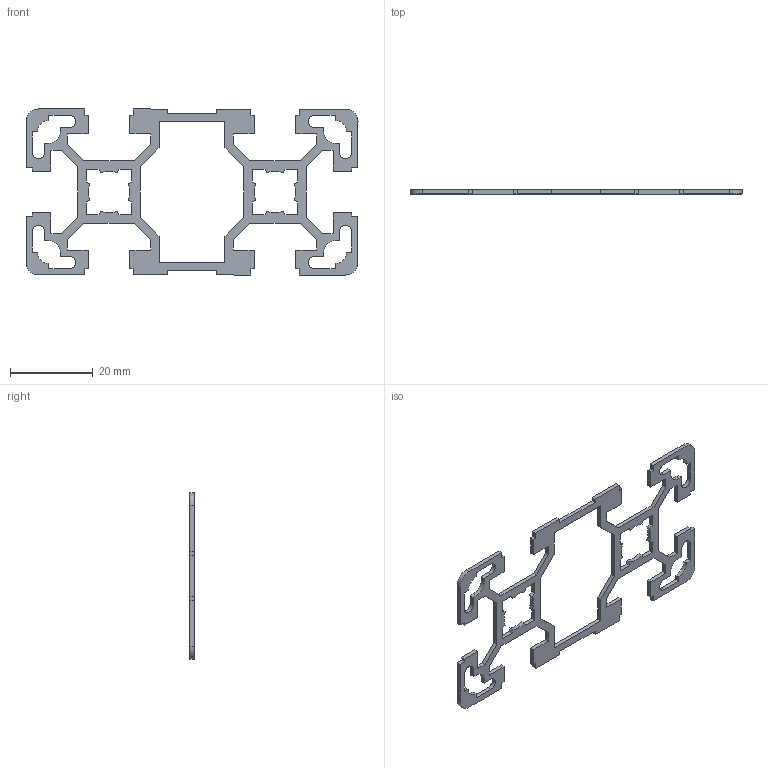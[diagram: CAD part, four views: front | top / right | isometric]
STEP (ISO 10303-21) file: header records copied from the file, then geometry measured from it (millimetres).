
FILE_DESCRIPTION(/* description */ ('BSB Aluminum Profile 40x80-L'),/* implementation_level */ '2;1');
FILE_NAME(/* name */ '1007534.ipt.stp',/* time_stamp */ '2020-04-01T16:46:16+02:00',/* author */ ('Dv/dE'),/* organization */ (''),/* preprocessor_version */ 'ST-DEVELOPER v16.5',/* originating_system */ 'Autodesk Inventor 2017',/* authorisation */ '');
FILE_SCHEMA (('AUTOMOTIVE_DESIGN { 1 0 10303 214 3 1 1 }'));
Length unit declared in the file: millimetre
Products named in the file (1): 1007534
Bounding box: 80 x 1 x 40 mm (x, y, z)
Volume: 975 mm3; surface area: 2786.3 mm2
Topology: 1 solids, 1 shells, 202 faces, 600 edges, 400 vertices
Faces by surface type: plane 174, cylinder 28
Entity records: 6747 total; most frequent: CARTESIAN_POINT 1203, ORIENTED_EDGE 1200, DIRECTION 1062, EDGE_CURVE 600, LINE 544, VECTOR 544, VERTEX_POINT 400, AXIS2_PLACEMENT_3D 259
